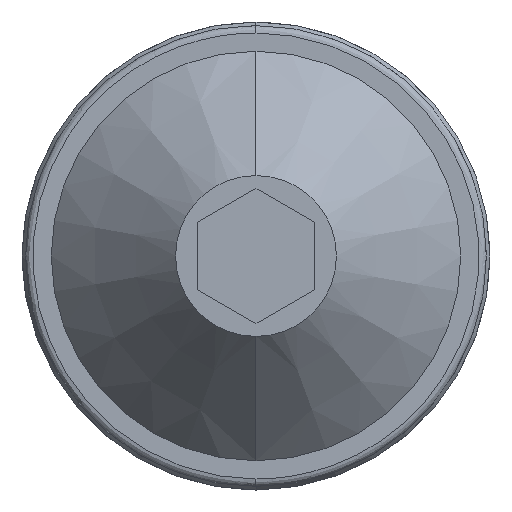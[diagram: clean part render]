
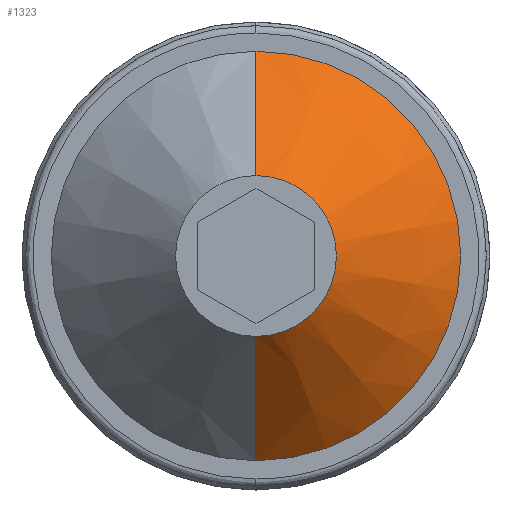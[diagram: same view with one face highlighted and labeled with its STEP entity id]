
A CAD part, front view. The second image highlights one B-rep face of the part: STEP entity #1323.
In plain terms, the highlighted conical face has half-angle 43.363 degrees and reference radius 14 mm.
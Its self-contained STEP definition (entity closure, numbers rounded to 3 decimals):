
#16 = CARTESIAN_POINT ( 'NONE',  ( -18.906, -25.126, 26.5 ) ) ;
#63 = CARTESIAN_POINT ( 'NONE',  ( -18.906, -16.126, 18.001 ) ) ;
#102 = VECTOR ( 'NONE', #1846, 1000. ) ;
#166 = LINE ( 'NONE', #1759, #102 ) ;
#195 = CONICAL_SURFACE ( 'NONE', #1762, 14., 0.757 ) ;
#278 = DIRECTION ( 'NONE',  ( 0., 0.727, -0.687 ) ) ;
#337 = VERTEX_POINT ( 'NONE', #1070 ) ;
#393 = LINE ( 'NONE', #63, #827 ) ;
#422 = DIRECTION ( 'NONE',  ( 0., 0., 1. ) ) ;
#521 = CARTESIAN_POINT ( 'NONE',  ( -18.906, -16.126, 46.001 ) ) ;
#602 = FACE_OUTER_BOUND ( 'NONE', #657, .T. ) ;
#619 = DIRECTION ( 'NONE',  ( 0., 1., 0. ) ) ;
#657 = EDGE_LOOP ( 'NONE', ( #1343, #975, #1451, #1755 ) ) ;
#710 = CARTESIAN_POINT ( 'NONE',  ( -18.906, -25.126, 32.001 ) ) ;
#788 = DIRECTION ( 'NONE',  ( 0., 1., 0. ) ) ;
#827 = VECTOR ( 'NONE', #278, 1000. ) ;
#845 = AXIS2_PLACEMENT_3D ( 'NONE', #1068, #1060, #1051 ) ;
#894 = CARTESIAN_POINT ( 'NONE',  ( -18.906, -16.126, 32.001 ) ) ;
#975 = ORIENTED_EDGE ( 'NONE', *, *, #1272, .T. ) ;
#979 = DIRECTION ( 'NONE',  ( 0., 0., 1. ) ) ;
#992 = VERTEX_POINT ( 'NONE', #521 ) ;
#1051 = DIRECTION ( 'NONE',  ( 0., 0., 1. ) ) ;
#1060 = DIRECTION ( 'NONE',  ( 0., -1., 0. ) ) ;
#1068 = CARTESIAN_POINT ( 'NONE',  ( -18.906, -16.126, 32.001 ) ) ;
#1070 = CARTESIAN_POINT ( 'NONE',  ( -18.906, -16.126, 18. ) ) ;
#1118 = CARTESIAN_POINT ( 'NONE',  ( -18.906, -25.126, 37.501 ) ) ;
#1199 = AXIS2_PLACEMENT_3D ( 'NONE', #710, #619, #422 ) ;
#1206 = VERTEX_POINT ( 'NONE', #1118 ) ;
#1237 = EDGE_CURVE ( 'NONE', #1206, #992, #166, .T. ) ;
#1272 = EDGE_CURVE ( 'NONE', #1880, #337, #393, .T. ) ;
#1323 = ADVANCED_FACE ( 'NONE', ( #602 ), #195, .T. ) ;
#1343 = ORIENTED_EDGE ( 'NONE', *, *, #1483, .T. ) ;
#1403 = CIRCLE ( 'NONE', #845, 14. ) ;
#1451 = ORIENTED_EDGE ( 'NONE', *, *, #1574, .T. ) ;
#1483 = EDGE_CURVE ( 'NONE', #1206, #1880, #1859, .T. ) ;
#1574 = EDGE_CURVE ( 'NONE', #337, #992, #1403, .T. ) ;
#1755 = ORIENTED_EDGE ( 'NONE', *, *, #1237, .F. ) ;
#1759 = CARTESIAN_POINT ( 'NONE',  ( -18.906, -16.126, 46. ) ) ;
#1762 = AXIS2_PLACEMENT_3D ( 'NONE', #894, #788, #979 ) ;
#1846 = DIRECTION ( 'NONE',  ( 0., 0.727, 0.687 ) ) ;
#1859 = CIRCLE ( 'NONE', #1199, 5.5 ) ;
#1880 = VERTEX_POINT ( 'NONE', #16 ) ;
